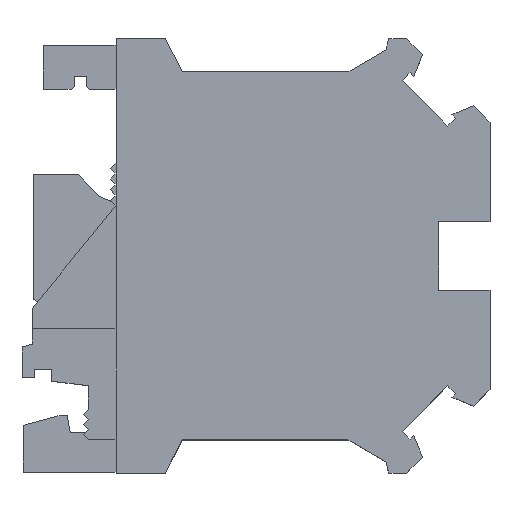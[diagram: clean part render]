
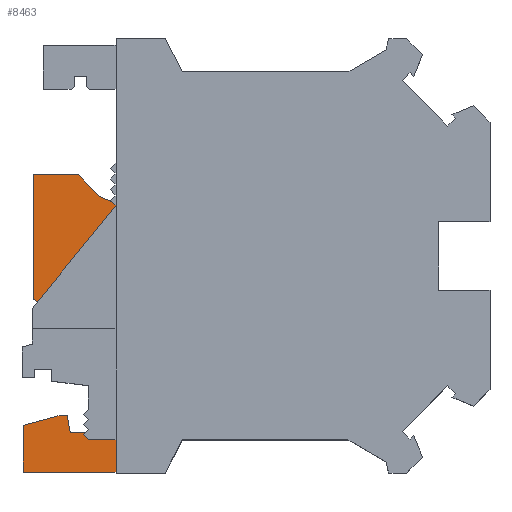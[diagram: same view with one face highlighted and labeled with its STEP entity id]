
A CAD part, top view. The second image highlights one B-rep face of the part: STEP entity #8463.
In plain terms, the highlighted planar face has unit normal (0, 0, 1).
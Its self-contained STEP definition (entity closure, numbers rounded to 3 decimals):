
#140=DIRECTION('',(0.,1.,0.));
#141=VECTOR('',#140,4.584);
#142=CARTESIAN_POINT('',(-16.906,9.644,0.1));
#143=LINE('',#142,#141);
#154=DIRECTION('',(-1.,0.,0.));
#155=VECTOR('',#154,9.099);
#156=CARTESIAN_POINT('',(-7.807,9.644,0.1));
#157=LINE('',#156,#155);
#2904=DIRECTION('',(1.,0.,0.));
#2905=VECTOR('',#2904,4.409);
#2906=CARTESIAN_POINT('',(-15.906,38.744,
0.1));
#2907=LINE('',#2906,#2905);
#2939=DIRECTION('',(0.,1.,0.));
#2940=VECTOR('',#2939,6.919);
#2941=CARTESIAN_POINT('',(-9.288,15.044,
0.1));
#2942=LINE('',#2941,#2940);
#2960=DIRECTION('',(1.,0.,0.));
#2961=VECTOR('',#2960,1.87);
#2962=CARTESIAN_POINT('',(-12.288,13.544,
0.1));
#2963=LINE('',#2962,#2961);
#2981=DIRECTION('',(1.,0.,0.));
#2982=VECTOR('',#2981,0.918);
#2983=CARTESIAN_POINT('',(-13.488,15.144,
0.1));
#2984=LINE('',#2983,#2982);
#2988=DIRECTION('',(-0.966,-0.259,0.));
#2989=VECTOR('',#2988,3.539);
#2990=CARTESIAN_POINT('',(-13.488,15.144,
0.1));
#2991=LINE('',#2990,#2989);
#2995=DIRECTION('',(-0.174,0.985,0.));
#2996=VECTOR('',#2995,1.625);
#2997=CARTESIAN_POINT('',(-12.288,13.544,
0.1));
#2998=LINE('',#2997,#2996);
#3002=DIRECTION('',(-0.602,-0.799,0.));
#3003=VECTOR('',#3002,1.878);
#3004=CARTESIAN_POINT('',(-9.288,15.044,
0.1));
#3005=LINE('',#3004,#3003);
#3009=DIRECTION('',(0.819,-0.574,0.));
#3010=VECTOR('',#3009,8.079);
#3011=CARTESIAN_POINT('',(-15.906,26.597,
0.1));
#3012=LINE('',#3011,#3010);
#3016=DIRECTION('',(0.,-1.,0.));
#3017=VECTOR('',#3016,12.147);
#3018=CARTESIAN_POINT('',(-15.906,38.744,
0.1));
#3019=LINE('',#3018,#3017);
#3023=DIRECTION('',(-0.707,0.707,0.));
#3024=VECTOR('',#3023,2.983);
#3025=CARTESIAN_POINT('',(-9.388,36.634,
0.1));
#3026=LINE('',#3025,#3024);
#3030=DIRECTION('',(-0.914,0.407,0.));
#3031=VECTOR('',#3030,1.73);
#3032=CARTESIAN_POINT('',(-7.807,35.931,
0.1));
#3033=LINE('',#3032,#3031);
#3037=DIRECTION('',(0.,1.,0.));
#3038=VECTOR('',#3037,26.287);
#3039=CARTESIAN_POINT('',(-7.807,9.644,
0.1));
#3040=LINE('',#3039,#3038);
#4787=CARTESIAN_POINT('',(-13.488,15.144,
0.1));
#4788=CARTESIAN_POINT('',(-16.906,14.228,
0.1));
#4789=VERTEX_POINT('',#4787);
#4790=VERTEX_POINT('',#4788);
#4791=CARTESIAN_POINT('',(-12.57,15.144,
0.1));
#4792=VERTEX_POINT('',#4791);
#4793=CARTESIAN_POINT('',(-12.288,13.544,
0.1));
#4794=VERTEX_POINT('',#4793);
#4795=CARTESIAN_POINT('',(-10.418,13.544,
0.1));
#4796=VERTEX_POINT('',#4795);
#4797=CARTESIAN_POINT('',(-9.288,15.044,
0.1));
#4798=VERTEX_POINT('',#4797);
#4799=CARTESIAN_POINT('',(-9.288,21.963,
0.1));
#4800=VERTEX_POINT('',#4799);
#4801=CARTESIAN_POINT('',(-15.906,26.597,
0.1));
#4802=VERTEX_POINT('',#4801);
#4803=CARTESIAN_POINT('',(-15.906,38.744,
0.1));
#4804=VERTEX_POINT('',#4803);
#4805=CARTESIAN_POINT('',(-11.497,38.744,
0.1));
#4806=VERTEX_POINT('',#4805);
#4807=CARTESIAN_POINT('',(-9.388,36.634,
0.1));
#4808=VERTEX_POINT('',#4807);
#4809=CARTESIAN_POINT('',(-7.807,35.931,
0.1));
#4810=VERTEX_POINT('',#4809);
#4811=CARTESIAN_POINT('',(-7.807,9.644,
0.1));
#4812=VERTEX_POINT('',#4811);
#4813=CARTESIAN_POINT('',(-16.906,9.644,
0.1));
#4814=VERTEX_POINT('',#4813);
#8442=CARTESIAN_POINT('',(-16.715,68.729,
0.1));
#8443=DIRECTION('',(0.,0.,1.));
#8444=DIRECTION('',(0.,-1.,0.));
#8445=AXIS2_PLACEMENT_3D('',#8442,#8443,#8444);
#8446=PLANE('',#8445);
#8447=ORIENTED_EDGE('',*,*,#5674,.T.);
#8448=ORIENTED_EDGE('',*,*,#5648,.F.);
#8449=ORIENTED_EDGE('',*,*,#8425,.T.);
#8450=ORIENTED_EDGE('',*,*,#8400,.F.);
#8451=ORIENTED_EDGE('',*,*,#8374,.T.);
#8452=ORIENTED_EDGE('',*,*,#8348,.F.);
#8453=ORIENTED_EDGE('',*,*,#8322,.T.);
#8454=ORIENTED_EDGE('',*,*,#8296,.F.);
#8455=ORIENTED_EDGE('',*,*,#8270,.F.);
#8456=ORIENTED_EDGE('',*,*,#8244,.T.);
#8457=ORIENTED_EDGE('',*,*,#8218,.F.);
#8458=ORIENTED_EDGE('',*,*,#8192,.F.);
#8459=ORIENTED_EDGE('',*,*,#5735,.F.);
#8460=ORIENTED_EDGE('',*,*,#5702,.T.);
#8461=EDGE_LOOP('',(#8447,#8448,#8449,#8450,#8451,#8452,#8453,#8454,#8455,#8456,
#8457,#8458,#8459,#8460));
#8462=FACE_OUTER_BOUND('',#8461,.F.);
#8463=ADVANCED_FACE('',(#8462),#8446,.T.);
#5648=EDGE_CURVE('',#4789,#4790,#2991,.T.);
#5674=EDGE_CURVE('',#4814,#4790,#143,.T.);
#5702=EDGE_CURVE('',#4812,#4814,#157,.T.);
#5735=EDGE_CURVE('',#4812,#4810,#3040,.T.);
#8192=EDGE_CURVE('',#4810,#4808,#3033,.T.);
#8218=EDGE_CURVE('',#4808,#4806,#3026,.T.);
#8244=EDGE_CURVE('',#4804,#4806,#2907,.T.);
#8270=EDGE_CURVE('',#4804,#4802,#3019,.T.);
#8296=EDGE_CURVE('',#4802,#4800,#3012,.T.);
#8322=EDGE_CURVE('',#4798,#4800,#2942,.T.);
#8348=EDGE_CURVE('',#4798,#4796,#3005,.T.);
#8374=EDGE_CURVE('',#4794,#4796,#2963,.T.);
#8400=EDGE_CURVE('',#4794,#4792,#2998,.T.);
#8425=EDGE_CURVE('',#4789,#4792,#2984,.T.);
